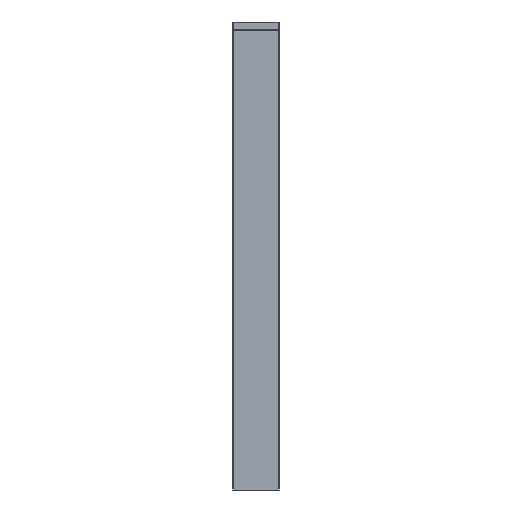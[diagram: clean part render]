
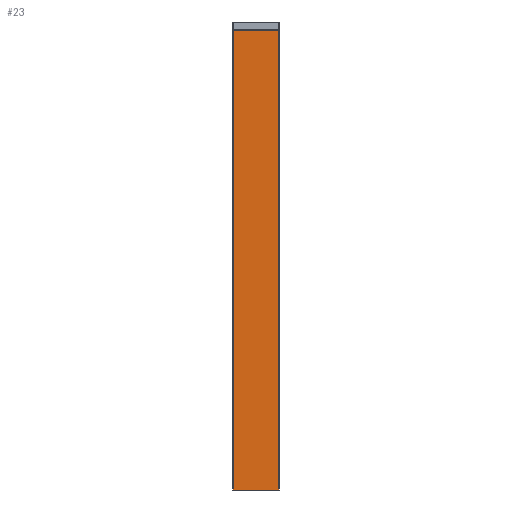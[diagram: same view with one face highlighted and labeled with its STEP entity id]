
A CAD part, front view. The second image highlights one B-rep face of the part: STEP entity #23.
In plain terms, the highlighted planar face has unit normal (0, -1, 0).
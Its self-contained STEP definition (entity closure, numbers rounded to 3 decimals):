
#23=ADVANCED_FACE('',(#112),#1310,.T.);
#112=FACE_OUTER_BOUND('',#201,.T.);
#201=EDGE_LOOP('',(#319,#320,#321,#322));
#319=ORIENTED_EDGE('',*,*,#727,.F.);
#320=ORIENTED_EDGE('',*,*,#726,.F.);
#321=ORIENTED_EDGE('',*,*,#725,.F.);
#322=ORIENTED_EDGE('',*,*,#724,.F.);
#724=EDGE_CURVE('',#1146,#1149,#983,.T.);
#725=EDGE_CURVE('',#1149,#1150,#984,.T.);
#726=EDGE_CURVE('',#1150,#1147,#985,.T.);
#727=EDGE_CURVE('',#1147,#1146,#986,.T.);
#983=B_SPLINE_CURVE_WITH_KNOTS('',1,(#3640,#3641),.UNSPECIFIED.,.F.,.F.,
(2,2),(0.,296.),.UNSPECIFIED.);
#984=B_SPLINE_CURVE_WITH_KNOTS('',1,(#3642,#3643),.UNSPECIFIED.,.F.,.F.,
(2,2),(-2995.555,0.),.UNSPECIFIED.);
#985=B_SPLINE_CURVE_WITH_KNOTS('',1,(#3644,#3645),.UNSPECIFIED.,.F.,.F.,
(2,2),(0.,296.),.UNSPECIFIED.);
#986=B_SPLINE_CURVE_WITH_KNOTS('',1,(#3646,#3647),.UNSPECIFIED.,.F.,.F.,
(2,2),(0.,2995.555),.UNSPECIFIED.);
#1146=VERTEX_POINT('',#3440);
#1147=VERTEX_POINT('',#3441);
#1149=VERTEX_POINT('',#3443);
#1150=VERTEX_POINT('',#3444);
#1310=PLANE('',#1362);
#1362=AXIS2_PLACEMENT_3D('',#1600,#1397,$);
#1397=DIRECTION('',(0.,-1.,0.));
#1600=CARTESIAN_POINT('',(281.281,0.,-303.237));
#3440=CARTESIAN_POINT('',(-48.,0.,2995.555));
#3441=CARTESIAN_POINT('',(-48.,0.,0.));
#3443=CARTESIAN_POINT('',(248.,0.,2995.555));
#3444=CARTESIAN_POINT('',(248.,0.,0.));
#3640=CARTESIAN_POINT('',(-48.,0.,2995.555));
#3641=CARTESIAN_POINT('',(248.,0.,2995.555));
#3642=CARTESIAN_POINT('',(248.,0.,2995.555));
#3643=CARTESIAN_POINT('',(248.,0.,0.));
#3644=CARTESIAN_POINT('',(248.,0.,0.));
#3645=CARTESIAN_POINT('',(-48.,0.,0.));
#3646=CARTESIAN_POINT('',(-48.,0.,0.));
#3647=CARTESIAN_POINT('',(-48.,0.,2995.555));
